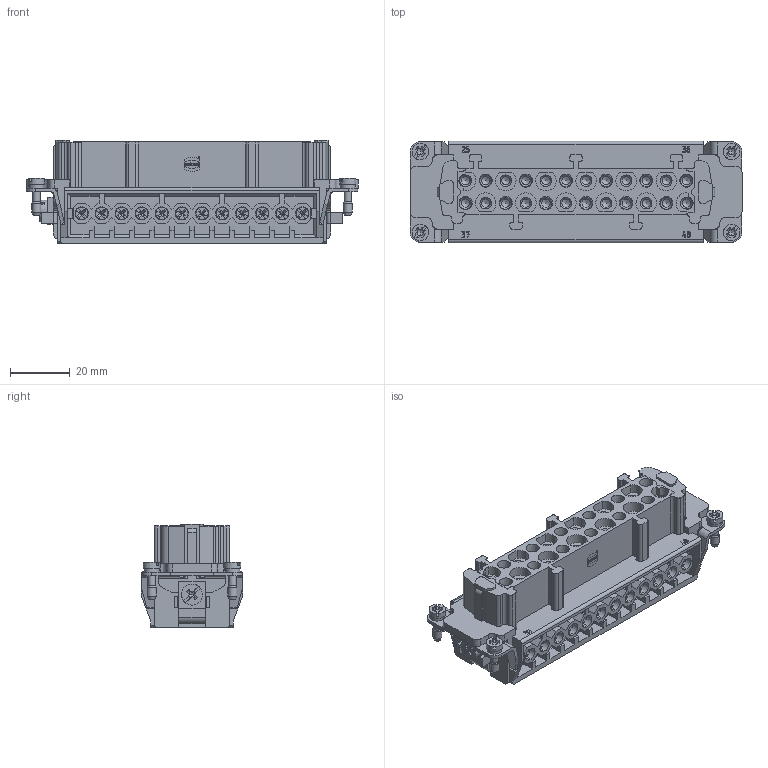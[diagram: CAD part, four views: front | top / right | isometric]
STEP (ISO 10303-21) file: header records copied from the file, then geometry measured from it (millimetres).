
FILE_DESCRIPTION(/* description */ (''),/* implementation_level */ '2;1');
FILE_NAME(/* name */ '100095290ugm000_d.stp',/* time_stamp */ '2018-11-27T14:57:19+01:00',/* author */ (''),/* organization */ (''),/* preprocessor_version */ 'ST-DEVELOPER v16.7',/* originating_system */ 'SIEMENS PLM Software NX 12.0',/* authorisation */ '');
FILE_SCHEMA (('AUTOMOTIVE_DESIGN { 1 0 10303 214 3 1 1 1 }'));
Products named in the file (1): 100095290ugm000_d
Bounding box: 110.85 x 33.9 x 34.6 mm (x, y, z)
Volume: 698.6 mm3; surface area: 34503.3 mm2
Topology: 5 solids, 6 shells, 3734 faces, 12786 edges, 11286 vertices
Faces by surface type: plane 1991, bspline 696, cylinder 480, extrusion 282, cone 261, torus 24
Full cylindrical faces by diameter (mm): 0.335 x1, 0.492 x1, 2.438 x2, 2.5 x8, 2.85 x24, 3 x4, 3.05 x24, 3.2 x37, 3.5 x1, 4 x1, 5 x4, 5.5 x4, 7 x1
Entity records: 193315 total; most frequent: CARTESIAN_POINT 66959, ORIENTED_EDGE 20114, DIRECTION 15227, EDGE_CURVE 10057, VERTEX_POINT 6697, VECTOR 6549, LINE 6267, PRESENTATION_STYLE_ASSIGNMENT 5936
